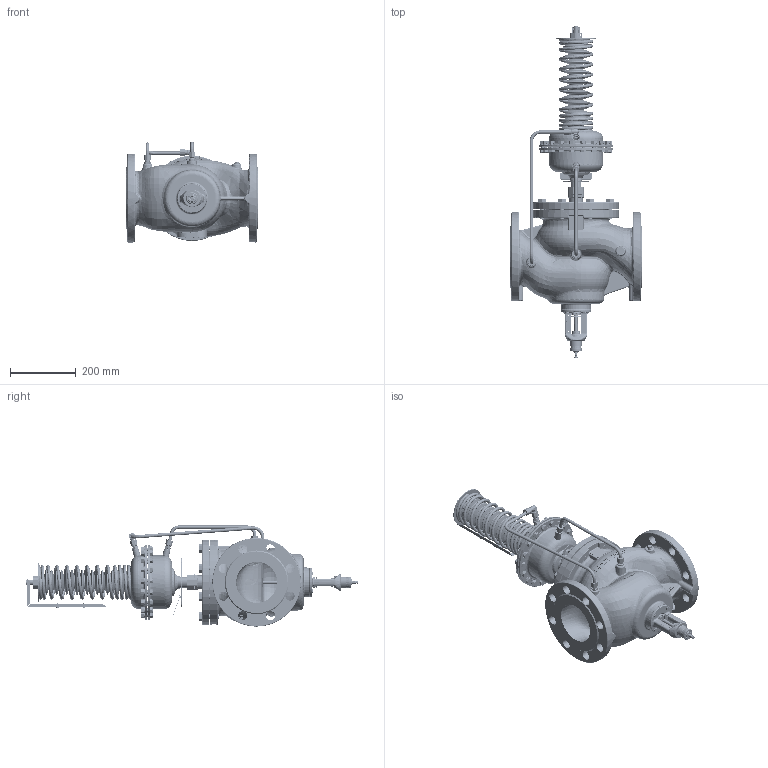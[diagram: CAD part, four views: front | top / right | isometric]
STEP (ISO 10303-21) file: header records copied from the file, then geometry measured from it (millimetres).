
FILE_DESCRIPTION((''),'2;1');
FILE_NAME('003G5583_AFQMP2_PN40_DN125_ASM','2022-04-04T13:47:38',('U369265'),(''),'CREO PARAMETRIC BY PTC INC, 2020342','CREO PARAMETRIC BY PTC INC, 2020342','');
FILE_SCHEMA(('CONFIG_CONTROL_DESIGN'));
Products named in the file (95): 88650660_VALVE_B_VFQM_DN125_PN4; 88650870_VALVE_C_VFG_DN125_PN40; 88651350_SPINDLE_CV_DN125_1_1; HEX_SCREW_DIN931_M16X50_1_1_2; 88651210_YOKE_BODY_DN125_250__4; 88652270_SETT_SCREW_DN125-250_5; 88652300_STUFFING_BOX_DN100_1_2; HEX_SCREW_DIN933_M06X18_1_1_2_7; 88652800_POINTER_VFQM_1_1_2_3_7; 88652730_FLOW_SCALE_DN125_1_1; 51817881_SCREW_SF_M3X5_1_1_2__7; 54790650_BUSH_12X14X10_1_1_2__4; 54540510_1_1_2_3_4_5_6_7; 188610240_1_1_2_3_4_5_6_7; WALTER_CONNECTION_1_1_2_3_4_5_7; WALTER_PROFILE_RING_1_1_2_3_4_7; WALTER_CONNECTION_NUT_1_1_2_3_7; 8863078_ASM_1_1_2_3_4_5_6_7_ASM; 88653310_VFQM_DN125_PN40_ASM_1_ASM; 88670090_HOUSING160_PN40_MINU_4; 88673400_TUBE_FI38X10X62_MINU_7; 88671680_PRESSURE_CONNEC-174071; WELD_PRESS_CON_6MM_1_1_2_3_4__7; WELD_160_6MM_INST_AF0_1_1_2_3_4; WELD_160_6MM_2_INST_AF0_1_1_2_4; 88671490_COVER160_PN40_MINUS__4_ASM; 88670080_HOUSING160_PN40_PLUS_4; 88673410_TUBE_FI38X10X33_AF1__4; 88671680_PRESSURE_CONNEC-187854; WELD_PRESS_CON_6MM_AF1_1_1_2__4; WELD_160_6MM_INST_1_1_2_3_4; WELD_160_6MM_2_INST_1_1_2_3_4; 88671480_COVER160_PN40_PLUS_A_4_ASM; 88670600_CONNECTING_NUT_G1_1__7; 88671040_SETTING_SPINDLE_PA_1_7; 88670800_SETTING_NUT_IPA_1_1__7; 5521168_1_1_2_3_4_5_6_7_8_9__30; 5521168_1_1_2_3_4_5_6_7_8_9__31; 5521168_1_1_2_3_4_5_6_7_8_9__32; 5521168_1_1_2_3_4_5_6_7_8_9__33 ...
Assembly tree (184 placements, depth 6):
  003G5583_AFQMP2_PN40_DN125_ASM
    003G5583_AFQMP2_PN40_DN125_ASM__ASM
      88653310_VFQM_DN125_PN40_ASM_1_ASM
        88650660_VALVE_B_VFQM_DN125_PN4
        88650870_VALVE_C_VFG_DN125_PN40
        88651350_SPINDLE_CV_DN125_1_1
        HEX_SCREW_DIN931_M16X50_1_1_2  x8
        88651210_YOKE_BODY_DN125_250__4
        88652270_SETT_SCREW_DN125-250_5
        88652300_STUFFING_BOX_DN100_1_2
        HEX_SCREW_DIN933_M06X18_1_1_2_7  x4
        88652800_POINTER_VFQM_1_1_2_3_7
        88652730_FLOW_SCALE_DN125_1_1
        51817881_SCREW_SF_M3X5_1_1_2__7  x2
        54790650_BUSH_12X14X10_1_1_2__4
        54540510_1_1_2_3_4_5_6_7  x3
        188610240_1_1_2_3_4_5_6_7
        8863078_ASM_1_1_2_3_4_5_6_7_ASM  x2
          WALTER_CONNECTION_1_1_2_3_4_5_7
          WALTER_PROFILE_RING_1_1_2_3_4_7
          WALTER_CONNECTION_NUT_1_1_2_3_7
      003G5622_AFP2_PN40_160CM2_BLU_4_ASM
        88671490_COVER160_PN40_MINUS__4_ASM
          88670090_HOUSING160_PN40_MINU_4
          88673400_TUBE_FI38X10X62_MINU_7
          88671680_PRESSURE_CONNEC-174071
          WELD_PRESS_CON_6MM_1_1_2_3_4__7
          WELD_160_6MM_INST_AF0_1_1_2_3_4
          WELD_160_6MM_2_INST_AF0_1_1_2_4
        88671480_COVER160_PN40_PLUS_A_4_ASM
          88670080_HOUSING160_PN40_PLUS_4
          88673410_TUBE_FI38X10X33_AF1__4
          88671680_PRESSURE_CONNEC-187854
          WELD_PRESS_CON_6MM_AF1_1_1_2__4
          WELD_160_6MM_INST_1_1_2_3_4
          WELD_160_6MM_2_INST_1_1_2_3_4
        88670600_CONNECTING_NUT_G1_1__7
        88671040_SETTING_SPINDLE_PA_1_7
        88670800_SETTING_NUT_IPA_1_1__7
        5521168_1_1_2_3_4_5_6_7_8_9__29_ASM
          5521168_1_1_2_3_4_5_6_7_8_9__30
          5521168_1_1_2_3_4_5_6_7_8_9__31
          5521168_1_1_2_3_4_5_6_7_8_9__32
          5521168_1_1_2_3_4_5_6_7_8_9__33
          5521168_1_1_2_3_4_5_6_7_8_9__34
          5521168_1_1_2_3_4_5_6_7_8_9__35
          5521168_1_1_2_3_4_5_6_7_8_9__36
          5521168_1_1_2_3_4_5_6_7_8_9__37
          5521168_1_1_2_3_4_5_6_7_8_9__38
          5521168_1_1_2_3_4_5_6_7_8_9__39
          5521168_1_1_2_3_4_5_6_7_8_9__40
          5521168_1_1_2_3_4_5_6_7_8_9__41
          5521168_1_1_2_3_4_5_6_7_8_9__42
          5521168_1_1_2_3_4_5_6_7_8_9__43
          5521168_1_1_2_3_4_5_6_7_8_9__44
          5521168_1_1_2_3_4_5_6_7_8_9__45
          5521168_1_1_2_3_4_5_6_7_8_9__46
          5521168_1_1_2_3_4_5_6_7_8_9__47
        88670300_SPRING_HOLDER_PA_1_1_7
        5454051_1_1_2_3_4_5_6_7  x2
Bounding box: 400 x 1012.2 x 308.4 mm (x, y, z)
Volume: 9727706.8 mm3; surface area: 2108167.8 mm2
Topology: 178 solids, 178 shells, 7249 faces, 18639 edges, 11821 vertices
Faces by surface type: plane 2882, cylinder 1600, cone 1334, torus 617, bspline 516, extrusion 179, sphere 98, revolution 23
Entity records: 250610 total; most frequent: CARTESIAN_POINT 119679, ORIENTED_EDGE 28066, DIRECTION 25692, EDGE_CURVE 14033, AXIS2_PLACEMENT_3D 9756, VERTEX_POINT 9071, VECTOR 6157, LINE 5978
